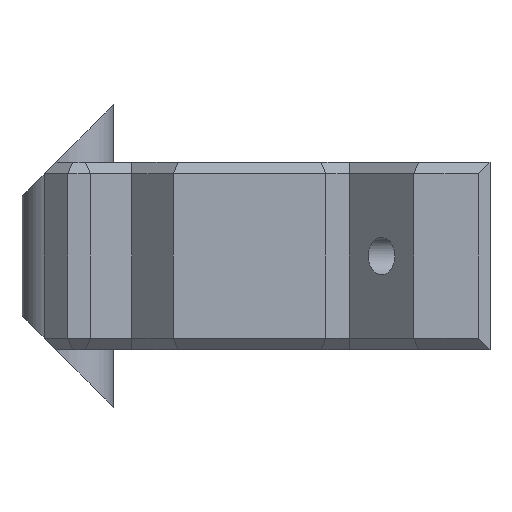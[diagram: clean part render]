
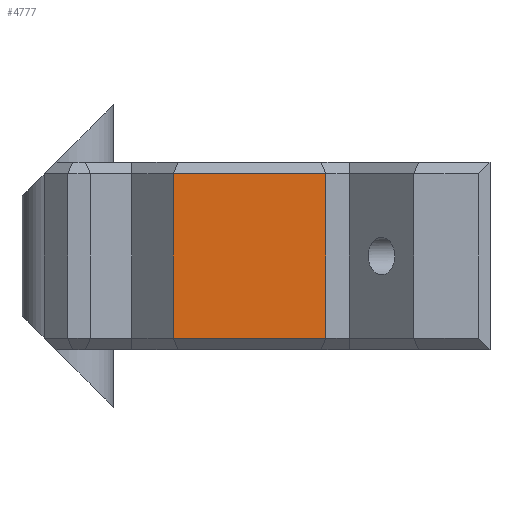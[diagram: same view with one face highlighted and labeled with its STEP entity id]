
A CAD part, left-side view. The second image highlights one B-rep face of the part: STEP entity #4777.
In plain terms, the highlighted planar face has unit normal (-1, 0, 0).
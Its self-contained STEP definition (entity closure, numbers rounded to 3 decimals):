
#1034 = PLANE('',#1035);
#1035 = AXIS2_PLACEMENT_3D('',#1036,#1037,#1038);
#1036 = CARTESIAN_POINT('',(-9.5,4.,15.5));
#1037 = DIRECTION('',(0.707,0.,-0.707
    ));
#1038 = DIRECTION('',(0.,-1.,0.));
#2194 = PLANE('',#2195);
#2195 = AXIS2_PLACEMENT_3D('',#2196,#2197,#2198);
#2196 = CARTESIAN_POINT('',(-9.5,4.,0.5));
#2197 = DIRECTION('',(0.707,0.,0.707)
  );
#2198 = DIRECTION('',(0.,1.,0.));
#2380 = PLANE('',#2381);
#2381 = AXIS2_PLACEMENT_3D('',#2382,#2383,#2384);
#2382 = CARTESIAN_POINT('',(-10.,17.,18.));
#2383 = DIRECTION('',(-0.707,0.707,0.
    ));
#2384 = DIRECTION('',(0.707,0.707,0.)
  );
#2768 = VERTEX_POINT('',#2769);
#2769 = CARTESIAN_POINT('',(-10.,17.,15.));
#2817 = VERTEX_POINT('',#2818);
#2818 = CARTESIAN_POINT('',(-10.,4.,15.));
#2841 = EDGE_CURVE('',#2817,#2768,#2842,.T.);
#2842 = SURFACE_CURVE('',#2843,(#2847,#2854),.PCURVE_S1.);
#2843 = LINE('',#2844,#2845);
#2844 = CARTESIAN_POINT('',(-10.,4.,15.));
#2845 = VECTOR('',#2846,1.);
#2846 = DIRECTION('',(0.,1.,0.));
#2847 = PCURVE('',#1034,#2848);
#2848 = DEFINITIONAL_REPRESENTATION('',(#2849),#2853);
#2849 = LINE('',#2850,#2851);
#2850 = CARTESIAN_POINT('',(-0.,0.707));
#2851 = VECTOR('',#2852,1.);
#2852 = DIRECTION('',(-1.,0.));
#2853 = ( GEOMETRIC_REPRESENTATION_CONTEXT(2) 
PARAMETRIC_REPRESENTATION_CONTEXT() REPRESENTATION_CONTEXT('2D SPACE',''
  ) );
#2854 = PCURVE('',#2855,#2860);
#2855 = PLANE('',#2856);
#2856 = AXIS2_PLACEMENT_3D('',#2857,#2858,#2859);
#2857 = CARTESIAN_POINT('',(-10.,0.,16.));
#2858 = DIRECTION('',(1.,0.,0.));
#2859 = DIRECTION('',(0.,0.,-1.));
#2860 = DEFINITIONAL_REPRESENTATION('',(#2861),#2865);
#2861 = LINE('',#2862,#2863);
#2862 = CARTESIAN_POINT('',(1.,4.));
#2863 = VECTOR('',#2864,1.);
#2864 = DIRECTION('',(0.,1.));
#2865 = ( GEOMETRIC_REPRESENTATION_CONTEXT(2) 
PARAMETRIC_REPRESENTATION_CONTEXT() REPRESENTATION_CONTEXT('2D SPACE',''
  ) );
#2909 = PLANE('',#2910);
#2910 = AXIS2_PLACEMENT_3D('',#2911,#2912,#2913);
#2911 = CARTESIAN_POINT('',(-8.,2.,16.));
#2912 = DIRECTION('',(-0.707,-0.707,
    0.));
#2913 = DIRECTION('',(0.,0.,-1.));
#4576 = VERTEX_POINT('',#4577);
#4577 = CARTESIAN_POINT('',(-10.,4.,1.));
#4627 = VERTEX_POINT('',#4628);
#4628 = CARTESIAN_POINT('',(-10.,17.,1.));
#4649 = EDGE_CURVE('',#4576,#4627,#4650,.T.);
#4650 = SURFACE_CURVE('',#4651,(#4655,#4662),.PCURVE_S1.);
#4651 = LINE('',#4652,#4653);
#4652 = CARTESIAN_POINT('',(-10.,4.,1.));
#4653 = VECTOR('',#4654,1.);
#4654 = DIRECTION('',(0.,1.,0.));
#4655 = PCURVE('',#2194,#4656);
#4656 = DEFINITIONAL_REPRESENTATION('',(#4657),#4661);
#4657 = LINE('',#4658,#4659);
#4658 = CARTESIAN_POINT('',(0.,0.707));
#4659 = VECTOR('',#4660,1.);
#4660 = DIRECTION('',(1.,0.));
#4661 = ( GEOMETRIC_REPRESENTATION_CONTEXT(2) 
PARAMETRIC_REPRESENTATION_CONTEXT() REPRESENTATION_CONTEXT('2D SPACE',''
  ) );
#4662 = PCURVE('',#2855,#4663);
#4663 = DEFINITIONAL_REPRESENTATION('',(#4664),#4668);
#4664 = LINE('',#4665,#4666);
#4665 = CARTESIAN_POINT('',(15.,4.));
#4666 = VECTOR('',#4667,1.);
#4667 = DIRECTION('',(0.,1.));
#4668 = ( GEOMETRIC_REPRESENTATION_CONTEXT(2) 
PARAMETRIC_REPRESENTATION_CONTEXT() REPRESENTATION_CONTEXT('2D SPACE',''
  ) );
#4727 = EDGE_CURVE('',#2768,#4627,#4728,.T.);
#4728 = SURFACE_CURVE('',#4729,(#4733,#4740),.PCURVE_S1.);
#4729 = LINE('',#4730,#4731);
#4730 = CARTESIAN_POINT('',(-10.,17.,18.));
#4731 = VECTOR('',#4732,1.);
#4732 = DIRECTION('',(0.,0.,-1.));
#4733 = PCURVE('',#2380,#4734);
#4734 = DEFINITIONAL_REPRESENTATION('',(#4735),#4739);
#4735 = LINE('',#4736,#4737);
#4736 = CARTESIAN_POINT('',(0.,0.));
#4737 = VECTOR('',#4738,1.);
#4738 = DIRECTION('',(0.,1.));
#4739 = ( GEOMETRIC_REPRESENTATION_CONTEXT(2) 
PARAMETRIC_REPRESENTATION_CONTEXT() REPRESENTATION_CONTEXT('2D SPACE',''
  ) );
#4740 = PCURVE('',#2855,#4741);
#4741 = DEFINITIONAL_REPRESENTATION('',(#4742),#4746);
#4742 = LINE('',#4743,#4744);
#4743 = CARTESIAN_POINT('',(-2.,17.));
#4744 = VECTOR('',#4745,1.);
#4745 = DIRECTION('',(1.,0.));
#4746 = ( GEOMETRIC_REPRESENTATION_CONTEXT(2) 
PARAMETRIC_REPRESENTATION_CONTEXT() REPRESENTATION_CONTEXT('2D SPACE',''
  ) );
#4777 = ADVANCED_FACE('',(#4778),#2855,.F.);
#4778 = FACE_BOUND('',#4779,.F.);
#4779 = EDGE_LOOP('',(#4780,#4801,#4802,#4803));
#4780 = ORIENTED_EDGE('',*,*,#4781,.T.);
#4781 = EDGE_CURVE('',#2817,#4576,#4782,.T.);
#4782 = SURFACE_CURVE('',#4783,(#4787,#4794),.PCURVE_S1.);
#4783 = LINE('',#4784,#4785);
#4784 = CARTESIAN_POINT('',(-10.,4.,16.));
#4785 = VECTOR('',#4786,1.);
#4786 = DIRECTION('',(0.,0.,-1.));
#4787 = PCURVE('',#2855,#4788);
#4788 = DEFINITIONAL_REPRESENTATION('',(#4789),#4793);
#4789 = LINE('',#4790,#4791);
#4790 = CARTESIAN_POINT('',(0.,4.));
#4791 = VECTOR('',#4792,1.);
#4792 = DIRECTION('',(1.,0.));
#4793 = ( GEOMETRIC_REPRESENTATION_CONTEXT(2) 
PARAMETRIC_REPRESENTATION_CONTEXT() REPRESENTATION_CONTEXT('2D SPACE',''
  ) );
#4794 = PCURVE('',#2909,#4795);
#4795 = DEFINITIONAL_REPRESENTATION('',(#4796),#4800);
#4796 = LINE('',#4797,#4798);
#4797 = CARTESIAN_POINT('',(0.,-2.828));
#4798 = VECTOR('',#4799,1.);
#4799 = DIRECTION('',(1.,0.));
#4800 = ( GEOMETRIC_REPRESENTATION_CONTEXT(2) 
PARAMETRIC_REPRESENTATION_CONTEXT() REPRESENTATION_CONTEXT('2D SPACE',''
  ) );
#4801 = ORIENTED_EDGE('',*,*,#4649,.T.);
#4802 = ORIENTED_EDGE('',*,*,#4727,.F.);
#4803 = ORIENTED_EDGE('',*,*,#2841,.F.);
